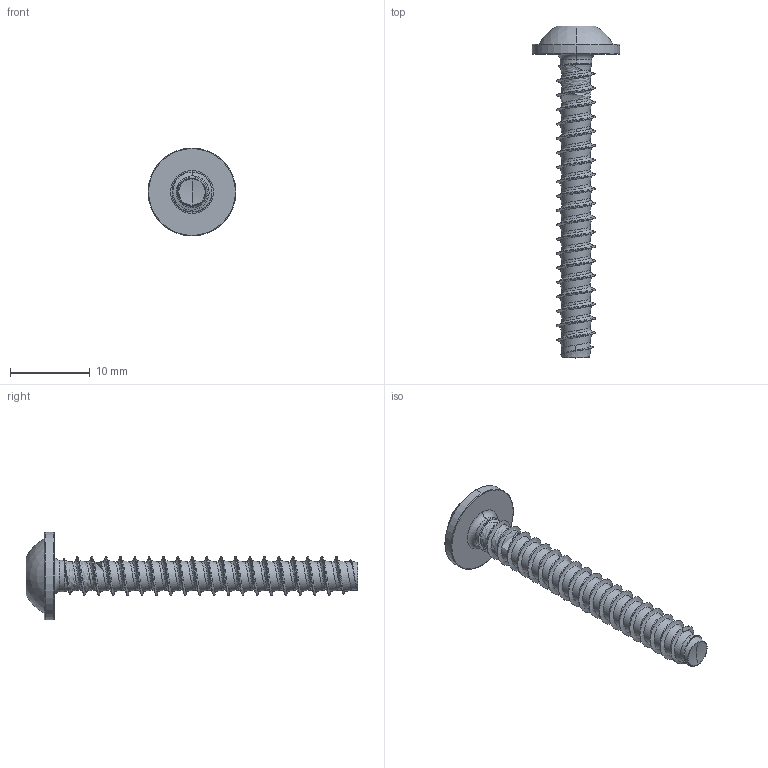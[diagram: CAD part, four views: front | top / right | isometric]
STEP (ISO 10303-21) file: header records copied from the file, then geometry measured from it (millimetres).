
FILE_DESCRIPTION (( 'STEP AP203' ), '1' );
FILE_NAME ('STP380500380.STEP', '2020-09-04T13:31:24', ( '' ), ( '' ), 'SwSTEP 2.0', 'SolidWorks 2015', '' );
FILE_SCHEMA (( 'CONFIG_CONTROL_DESIGN' ));
Products named in the file (2): STP380500380
Bounding box: 11 x 41.5 x 11 mm (x, y, z)
Volume: 631.1 mm3; surface area: 976.9 mm2
Topology: 1 solids, 1 shells, 125 faces, 320 edges, 198 vertices
Faces by surface type: cylinder 65, bspline 35, cone 10, torus 8, sphere 4, plane 3
Entity records: 35783 total; most frequent: CARTESIAN_POINT 33086, ORIENTED_EDGE 636, DIRECTION 395, EDGE_CURVE 318, VERTEX_POINT 198, AXIS2_PLACEMENT_3D 158, B_SPLINE_CURVE_WITH_KNOTS 132, EDGE_LOOP 128
